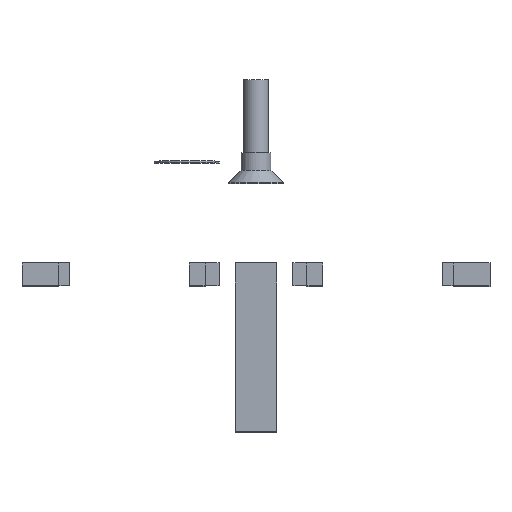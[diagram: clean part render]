
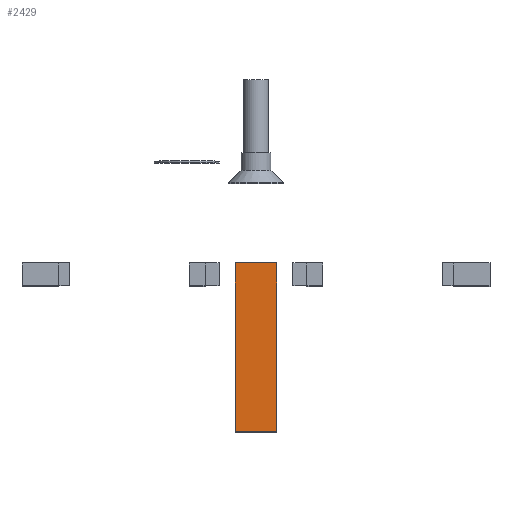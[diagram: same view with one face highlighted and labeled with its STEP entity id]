
A CAD part, top view. The second image highlights one B-rep face of the part: STEP entity #2429.
In plain terms, the highlighted planar face has unit normal (0, 0, 1).
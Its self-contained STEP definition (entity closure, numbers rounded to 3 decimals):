
#2286=DIRECTION('',(1.,0.,0.));
#2287=VECTOR('',#2286,4.2);
#2288=CARTESIAN_POINT('',(-18.912,-6.832,1.6));
#2289=LINE('',#2288,#2287);
#2290=DIRECTION('',(0.,-1.,0.));
#2291=VECTOR('',#2290,16.9);
#2292=CARTESIAN_POINT('',(-18.912,10.068,1.6));
#2293=LINE('',#2292,#2291);
#2294=DIRECTION('',(-1.,0.,0.));
#2295=VECTOR('',#2294,4.2);
#2296=CARTESIAN_POINT('',(-14.712,10.068,1.6));
#2297=LINE('',#2296,#2295);
#2298=DIRECTION('',(0.,1.,0.));
#2299=VECTOR('',#2298,16.9);
#2300=CARTESIAN_POINT('',(-14.712,-6.832,1.6));
#2301=LINE('',#2300,#2299);
#2315=CARTESIAN_POINT('',(-18.912,-6.832,1.6));
#2317=VERTEX_POINT('',#2315);
#2320=CARTESIAN_POINT('',(-14.712,-6.832,1.6));
#2321=VERTEX_POINT('',#2320);
#2323=CARTESIAN_POINT('',(-18.912,10.068,1.6));
#2325=VERTEX_POINT('',#2323);
#2327=CARTESIAN_POINT('',(-14.712,10.068,1.6));
#2329=VERTEX_POINT('',#2327);
#2418=CARTESIAN_POINT('',(-16.812,1.618,1.6));
#2419=DIRECTION('',(0.,0.,1.));
#2420=DIRECTION('',(0.,-1.,0.));
#2421=AXIS2_PLACEMENT_3D('',#2418,#2419,#2420);
#2422=PLANE('',#2421);
#2423=ORIENTED_EDGE('',*,*,#2337,.F.);
#2424=ORIENTED_EDGE('',*,*,#2360,.F.);
#2425=ORIENTED_EDGE('',*,*,#2382,.F.);
#2426=ORIENTED_EDGE('',*,*,#2403,.F.);
#2427=EDGE_LOOP('',(#2423,#2424,#2425,#2426));
#2428=FACE_OUTER_BOUND('',#2427,.F.);
#2337=EDGE_CURVE('',#2317,#2321,#2289,.T.);
#2360=EDGE_CURVE('',#2325,#2317,#2293,.T.);
#2382=EDGE_CURVE('',#2329,#2325,#2297,.T.);
#2403=EDGE_CURVE('',#2321,#2329,#2301,.T.);
#2429=ADVANCED_FACE('',(#2428),#2422,.T.);
